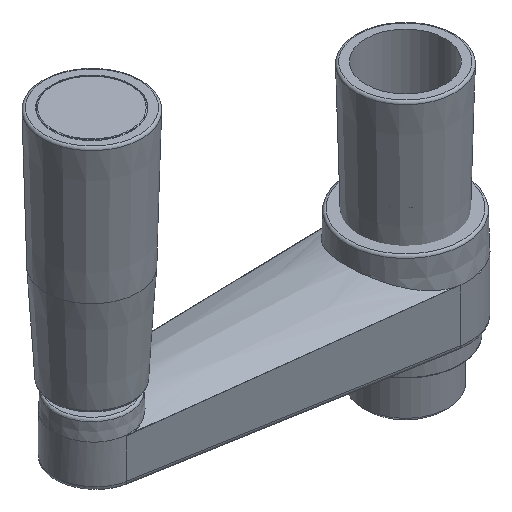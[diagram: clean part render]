
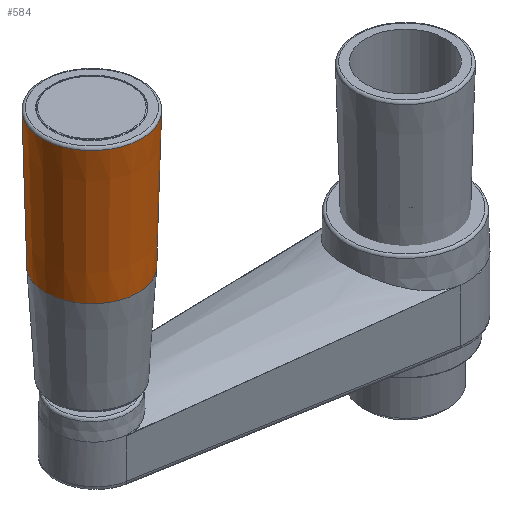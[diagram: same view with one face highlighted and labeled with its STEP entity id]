
A CAD part, isometric view. The second image highlights one B-rep face of the part: STEP entity #584.
In plain terms, the highlighted conical face has half-angle 1.478 degrees and reference radius 9.75 mm.
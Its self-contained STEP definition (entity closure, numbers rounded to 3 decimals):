
#584 = ADVANCED_FACE( '', ( #971, #972 ), #973, .T. );
#971 = FACE_OUTER_BOUND( '', #1612, .T. );
#972 = FACE_BOUND( '', #1613, .T. );
#973 = CONICAL_SURFACE( '', #1614, 9.75, 0.026 );
#1612 = EDGE_LOOP( '', ( #2773 ) );
#1613 = EDGE_LOOP( '', ( #2774 ) );
#1614 = AXIS2_PLACEMENT_3D( '', #2775, #2776, #2777 );
#2773 = ORIENTED_EDGE( '', *, *, #3150, .T. );
#2774 = ORIENTED_EDGE( '', *, *, #3155, .T. );
#2775 = CARTESIAN_POINT( '', ( 0., 0., 20.926 ) );
#2776 = DIRECTION( '', ( 0., 0., 1. ) );
#2777 = DIRECTION( '', ( 1., 0., 0. ) );
#3150 = EDGE_CURVE( '', #3715, #3715, #3716, .T. );
#3155 = EDGE_CURVE( '', #3725, #3725, #3726, .T. );
#3715 = VERTEX_POINT( '', #4620 );
#3716 = CIRCLE( '', #4621, 10.487 );
#3725 = VERTEX_POINT( '', #4630 );
#3726 = CIRCLE( '', #4631, 9.75 );
#4620 = CARTESIAN_POINT( '', ( -10.487, 0., 49.487 ) );
#4621 = AXIS2_PLACEMENT_3D( '', #5158, #5159, #5160 );
#4630 = CARTESIAN_POINT( '', ( 9.75, 0., 20.926 ) );
#4631 = AXIS2_PLACEMENT_3D( '', #5173, #5174, #5175 );
#5158 = CARTESIAN_POINT( '', ( 0., 0., 49.487 ) );
#5159 = DIRECTION( '', ( 0., 0., -1. ) );
#5160 = DIRECTION( '', ( -1., 0., 0. ) );
#5173 = CARTESIAN_POINT( '', ( 0., 0., 20.926 ) );
#5174 = DIRECTION( '', ( 0., 0., 1. ) );
#5175 = DIRECTION( '', ( 1., 0., 0. ) );
